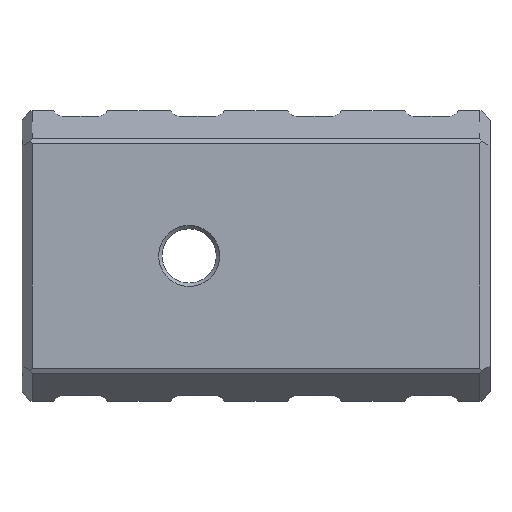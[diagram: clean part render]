
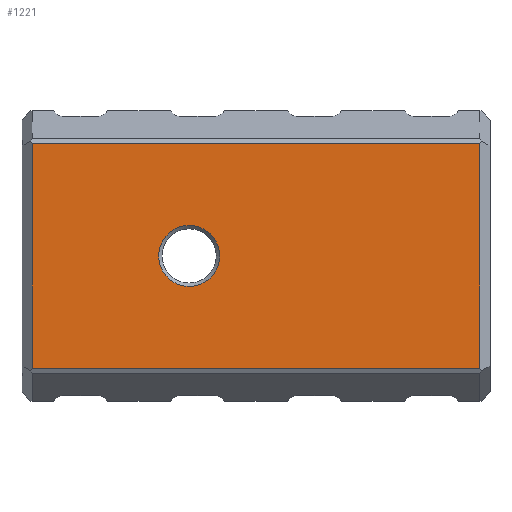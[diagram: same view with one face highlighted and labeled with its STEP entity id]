
A CAD part, top view. The second image highlights one B-rep face of the part: STEP entity #1221.
In plain terms, the highlighted planar face has unit normal (0, 0, 1).
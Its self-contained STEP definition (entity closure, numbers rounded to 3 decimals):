
#19=FACE_BOUND('',#175,.T.);
#22=CIRCLE('',#1331,3.65);
#51=PLANE('',#1333);
#111=FACE_OUTER_BOUND('',#174,.T.);
#174=EDGE_LOOP('',(#995,#996,#997,#998));
#175=EDGE_LOOP('',(#999));
#286=LINE('',#1953,#426);
#287=LINE('',#1955,#427);
#288=LINE('',#1957,#428);
#289=LINE('',#1958,#429);
#426=VECTOR('',#1595,10.);
#427=VECTOR('',#1596,10.);
#428=VECTOR('',#1597,10.);
#429=VECTOR('',#1598,10.);
#595=VERTEX_POINT('',#1945);
#597=VERTEX_POINT('',#1951);
#598=VERTEX_POINT('',#1952);
#599=VERTEX_POINT('',#1954);
#600=VERTEX_POINT('',#1956);
#747=EDGE_CURVE('',#595,#595,#22,.T.);
#750=EDGE_CURVE('',#597,#598,#286,.T.);
#751=EDGE_CURVE('',#599,#597,#287,.T.);
#752=EDGE_CURVE('',#600,#599,#288,.T.);
#753=EDGE_CURVE('',#598,#600,#289,.T.);
#995=ORIENTED_EDGE('',*,*,#750,.F.);
#996=ORIENTED_EDGE('',*,*,#751,.F.);
#997=ORIENTED_EDGE('',*,*,#752,.F.);
#998=ORIENTED_EDGE('',*,*,#753,.F.);
#999=ORIENTED_EDGE('',*,*,#747,.F.);
#1221=ADVANCED_FACE('',(#111,#19),#51,.T.);
#1331=AXIS2_PLACEMENT_3D('',#1946,#1588,#1589);
#1333=AXIS2_PLACEMENT_3D('',#1950,#1593,#1594);
#1588=DIRECTION('center_axis',(0.,0.,1.));
#1589=DIRECTION('ref_axis',(1.,0.,0.));
#1593=DIRECTION('center_axis',(0.,0.,1.));
#1594=DIRECTION('ref_axis',(0.,-1.,0.));
#1595=DIRECTION('',(1.,0.,0.));
#1596=DIRECTION('',(0.,1.,0.));
#1597=DIRECTION('',(-1.,0.,0.));
#1598=DIRECTION('',(0.,-1.,0.));
#1945=CARTESIAN_POINT('',(9.35,0.,6.));
#1946=CARTESIAN_POINT('Origin',(13.,0.,
6.));
#1950=CARTESIAN_POINT('Origin',(-7.,13.845,6.));
#1951=CARTESIAN_POINT('',(-5.8,13.445,6.));
#1952=CARTESIAN_POINT('',(47.8,13.445,6.));
#1953=CARTESIAN_POINT('',(-7.,13.445,6.));
#1954=CARTESIAN_POINT('',(-5.8,-13.445,6.));
#1955=CARTESIAN_POINT('',(-5.8,6.923,6.));
#1956=CARTESIAN_POINT('',(47.8,-13.445,6.));
#1957=CARTESIAN_POINT('',(-7.,-13.445,6.));
#1958=CARTESIAN_POINT('',(47.8,6.923,6.));
